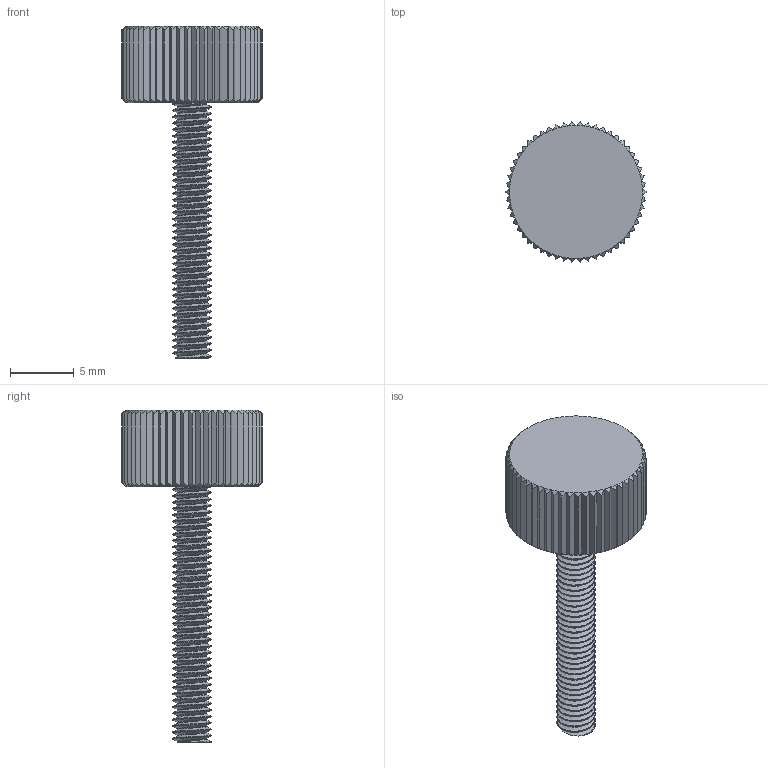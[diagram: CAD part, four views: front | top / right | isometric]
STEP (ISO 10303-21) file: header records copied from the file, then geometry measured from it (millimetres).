
FILE_DESCRIPTION(/* description */ (''),/* implementation_level */ '2;1');
FILE_NAME(/* name */ 'Adjusting screw.stp',/* time_stamp */ '2020-11-19T20:18:20+03:00',/* author */ ('Max'),/* organization */ (''),/* preprocessor_version */ 'ST-DEVELOPER v16.5',/* originating_system */ 'Autodesk Inventor 2017',/* authorisation */ '');
FILE_SCHEMA (('AUTOMOTIVE_DESIGN { 1 0 10303 214 3 1 1 }'));
Length unit declared in the file: millimetre
Products named in the file (1): \X2\0420043504330443043B04380440043E0432043E0447043D044B
 винт
Bounding box: 11 x 10.98 x 26 mm (x, y, z)
Volume: 648.3 mm3; surface area: 1043 mm2
Topology: 2 solids, 2 shells, 230 faces, 459 edges, 234 vertices
Faces by surface type: plane 113, cone 108, bspline 6, cylinder 3
Full cylindrical faces by diameter (mm): 2.259 x2
Entity records: 14420 total; most frequent: CARTESIAN_POINT 10380, ORIENTED_EDGE 914, DIRECTION 786, EDGE_CURVE 457, AXIS2_PLACEMENT_3D 339, EDGE_LOOP 235, VERTEX_POINT 234, FACE_OUTER_BOUND 230
